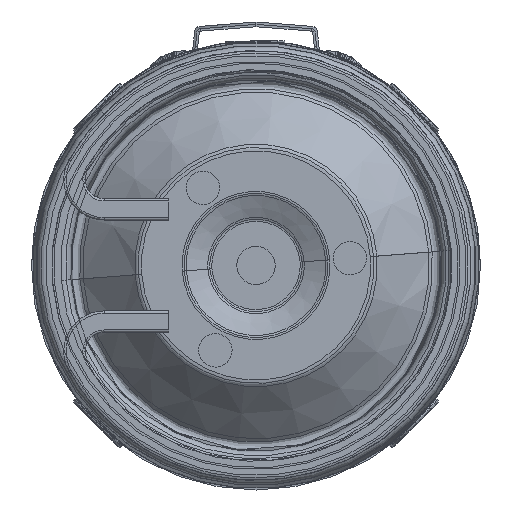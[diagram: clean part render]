
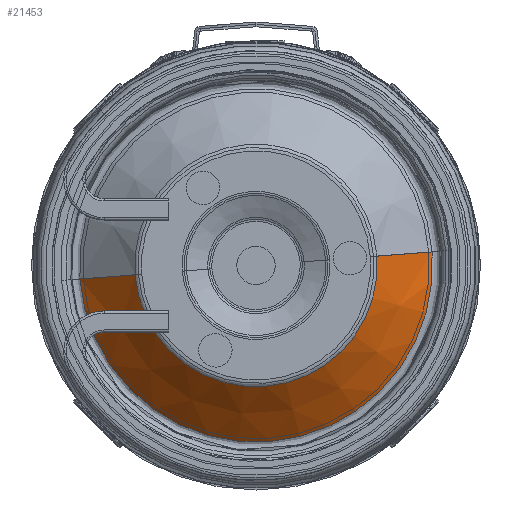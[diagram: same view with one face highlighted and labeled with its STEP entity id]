
A CAD part, front view. The second image highlights one B-rep face of the part: STEP entity #21453.
In plain terms, the highlighted conical face has half-angle 46.546 degrees and reference radius 25.375 mm.
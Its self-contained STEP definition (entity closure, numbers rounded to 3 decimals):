
#878 = DIRECTION ( 'NONE',  ( 0., 0., 1. ) ) ;
#1666 = VECTOR ( 'NONE', #6765, 1000. ) ;
#1936 = AXIS2_PLACEMENT_3D ( 'NONE', #11637, #2212, #6164 ) ;
#2005 = FACE_OUTER_BOUND ( 'NONE', #14033, .T. ) ;
#2212 = DIRECTION ( 'NONE',  ( 0., 1., 0. ) ) ;
#5652 = ORIENTED_EDGE ( 'NONE', *, *, #30668, .F. ) ;
#6164 = DIRECTION ( 'NONE',  ( 0., 0., 1. ) ) ;
#6765 = DIRECTION ( 'NONE',  ( 0., 0.688, 0.726 ) ) ;
#8072 = VERTEX_POINT ( 'NONE', #29507 ) ;
#8499 = CIRCLE ( 'NONE', #41248, 25.376 ) ;
#8805 = ORIENTED_EDGE ( 'NONE', *, *, #21485, .F. ) ;
#8807 = CIRCLE ( 'NONE', #14833, 36.962 ) ;
#9058 = VERTEX_POINT ( 'NONE', #33184 ) ;
#9222 = ORIENTED_EDGE ( 'NONE', *, *, #9387, .T. ) ;
#9387 = EDGE_CURVE ( 'NONE', #9058, #10855, #8499, .T. ) ;
#9958 = VECTOR ( 'NONE', #28345, 1000. ) ;
#10540 = LINE ( 'NONE', #39622, #1666 ) ;
#10697 = CARTESIAN_POINT ( 'NONE',  ( 0., 11.526, 0. ) ) ;
#10855 = VERTEX_POINT ( 'NONE', #35796 ) ;
#11637 = CARTESIAN_POINT ( 'NONE',  ( 0., 0.548, 0. ) ) ;
#14033 = EDGE_LOOP ( 'NONE', ( #8805, #9222, #22327, #5652 ) ) ;
#14415 = VERTEX_POINT ( 'NONE', #39891 ) ;
#14833 = AXIS2_PLACEMENT_3D ( 'NONE', #10697, #23449, #33089 ) ;
#19948 = EDGE_CURVE ( 'NONE', #10855, #14415, #10540, .T. ) ;
#21453 = ADVANCED_FACE ( 'NONE', ( #2005 ), #40045, .T. ) ;
#21485 = EDGE_CURVE ( 'NONE', #9058, #8072, #34440, .T. ) ;
#22327 = ORIENTED_EDGE ( 'NONE', *, *, #19948, .T. ) ;
#23449 = DIRECTION ( 'NONE',  ( 0., 1., 0. ) ) ;
#27032 = CARTESIAN_POINT ( 'NONE',  ( 0., 0.548, 0. ) ) ;
#28345 = DIRECTION ( 'NONE',  ( 0., 0.688, -0.726 ) ) ;
#29507 = CARTESIAN_POINT ( 'NONE',  ( 0., 11.526, -36.962 ) ) ;
#30668 = EDGE_CURVE ( 'NONE', #8072, #14415, #8807, .T. ) ;
#32115 = CARTESIAN_POINT ( 'NONE',  ( 0., 0.548, -25.376 ) ) ;
#33089 = DIRECTION ( 'NONE',  ( 0., 0., 1. ) ) ;
#33184 = CARTESIAN_POINT ( 'NONE',  ( 0., 0.548, -25.376 ) ) ;
#34440 = LINE ( 'NONE', #32115, #9958 ) ;
#35796 = CARTESIAN_POINT ( 'NONE',  ( 0., 0.548, 25.376 ) ) ;
#36469 = DIRECTION ( 'NONE',  ( 0., 1., 0. ) ) ;
#39622 = CARTESIAN_POINT ( 'NONE',  ( 0., 0.548, 25.376 ) ) ;
#39891 = CARTESIAN_POINT ( 'NONE',  ( 0., 11.526, 36.962 ) ) ;
#40045 = CONICAL_SURFACE ( 'NONE', #1936, 25.376, 0.812 ) ;
#41248 = AXIS2_PLACEMENT_3D ( 'NONE', #27032, #36469, #878 ) ;
